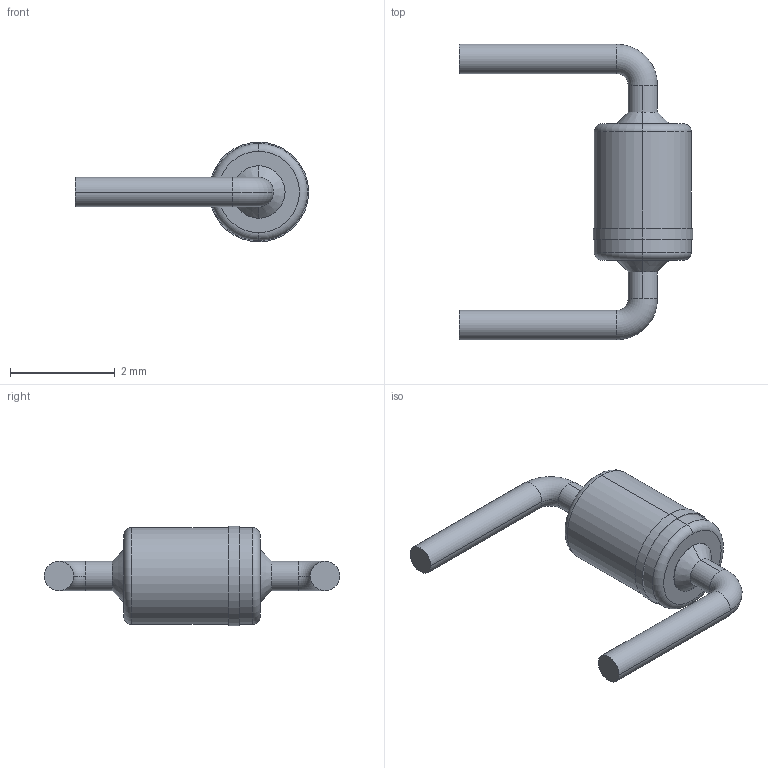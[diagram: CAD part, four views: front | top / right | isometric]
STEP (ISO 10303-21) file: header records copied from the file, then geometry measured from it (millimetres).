
FILE_DESCRIPTION (( 'STEP AP214' ), '1' );
FILE_NAME ('Diode sillicone 0.2in.STEP', '2021-04-20T16:22:58', ( '' ), ( '' ), 'SwSTEP 2.0', 'SolidWorks 2020', '' );
FILE_SCHEMA (( 'AUTOMOTIVE_DESIGN' ));
Length unit declared in the file: millimetre
Products named in the file (1): Diode sillicone 0.2in
Bounding box: 4.45 x 5.64 x 1.9 mm (x, y, z)
Volume: 9.3 mm3; surface area: 39.8 mm2
Topology: 3 solids, 3 shells, 37 faces, 74 edges, 44 vertices
Faces by surface type: cylinder 18, torus 8, plane 7, cone 4
Entity records: 1226 total; most frequent: DIRECTION 202, CARTESIAN_POINT 156, ORIENTED_EDGE 148, AXIS2_PLACEMENT_3D 90, EDGE_CURVE 74, CIRCLE 52, VERTEX_POINT 44, EDGE_LOOP 40
